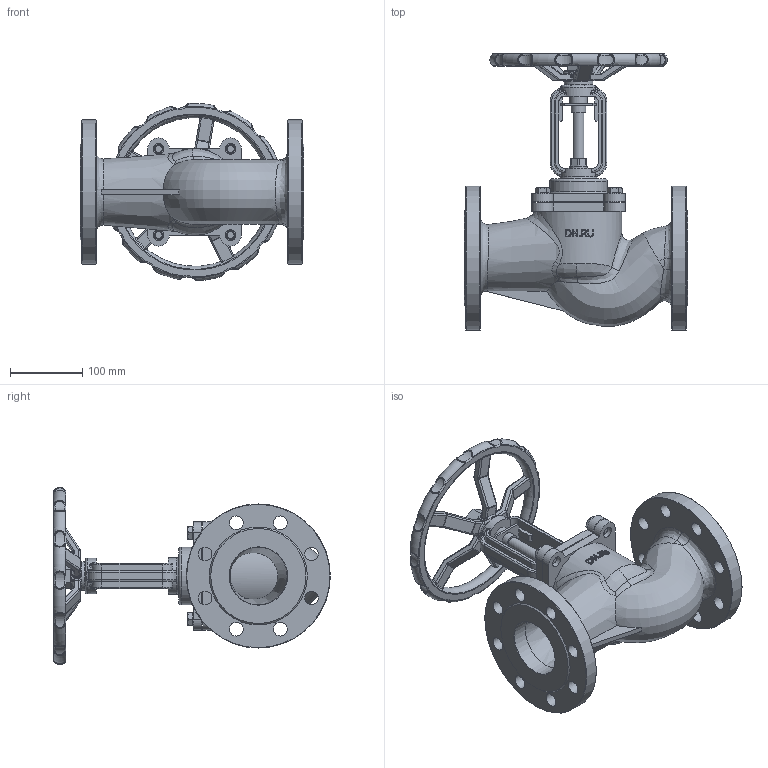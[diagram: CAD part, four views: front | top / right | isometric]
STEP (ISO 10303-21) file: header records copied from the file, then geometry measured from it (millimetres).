
FILE_DESCRIPTION(/* description */ (''),/* implementation_level */ '2;1');
FILE_NAME(/* name */ 'DN80_3D_STEP.stp',/* time_stamp */ '2024-03-02T14:52:19+03:00',/* author */ ('igorr'),/* organization */ (''),/* preprocessor_version */ 'ST-DEVELOPER v19.2',/* originating_system */ 'Autodesk Inventor 2023',/* authorisation */ '');
FILE_SCHEMA (('AUTOMOTIVE_DESIGN { 1 0 10303 214 3 1 1 }'));
Length unit declared in the file: millimetre
Products named in the file (5): Сборка; Деталь1; Деталь2; AS 1110 - M12 x 20; ANSI B18.2.4.2M - M20x2,5
Assembly tree (7 placements, depth 2):
  Сборка
    Деталь1
    Деталь2
    AS 1110 - M12 x 20  x4
    ANSI B18.2.4.2M - M20x2,5
Bounding box: 310 x 384.17 x 246.24 mm (x, y, z)
Volume: 3605340 mm3; surface area: 493968.3 mm2
Topology: 7 solids, 7 shells, 808 faces, 1894 edges, 1123 vertices
Faces by surface type: plane 221, cylinder 210, torus 134, bspline 126, sphere 72, cone 45
Full cylindrical faces by diameter (mm): 12 x4, 15 x9, 17.294 x1, 18 x4, 19 x16, 20 x2, 25 x2, 27.9 x1, 40 x1, 50 x1, 80 x3, 90 x1, 200 x2
Entity records: 31430 total; most frequent: CARTESIAN_POINT 13875, DIRECTION 3505, ORIENTED_EDGE 3482, EDGE_CURVE 1741, AXIS2_PLACEMENT_3D 1483, VERTEX_POINT 1033, CIRCLE 852, EDGE_LOOP 824
